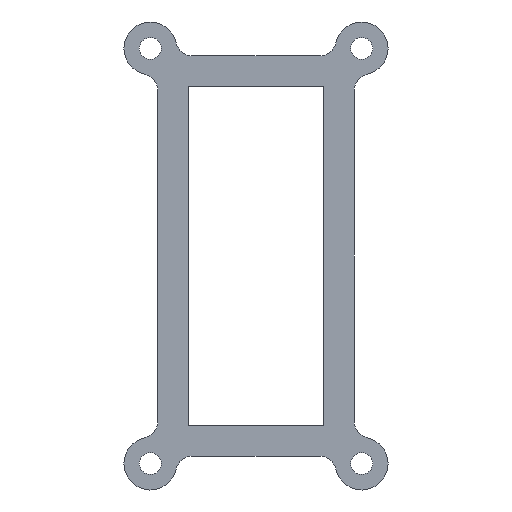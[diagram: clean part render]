
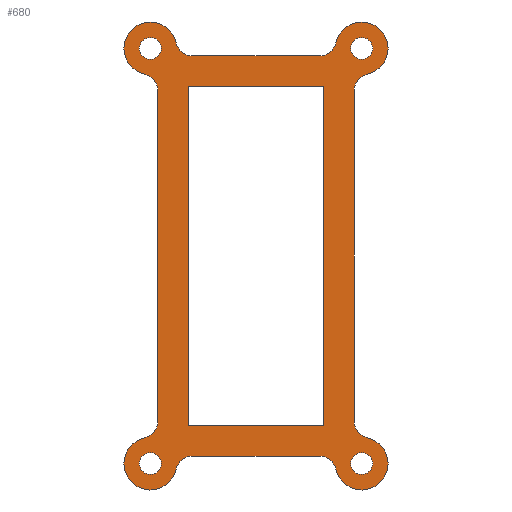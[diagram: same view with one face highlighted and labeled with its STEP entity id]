
A CAD part, front view. The second image highlights one B-rep face of the part: STEP entity #680.
In plain terms, the highlighted planar face has unit normal (0, -1, 0).
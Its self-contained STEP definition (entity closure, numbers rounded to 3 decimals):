
#20=FACE_BOUND('',#110,.T.);
#21=FACE_BOUND('',#111,.T.);
#22=FACE_BOUND('',#112,.T.);
#23=FACE_BOUND('',#113,.T.);
#24=FACE_BOUND('',#114,.T.);
#32=PLANE('',#762);
#68=FACE_OUTER_BOUND('',#109,.T.);
#109=EDGE_LOOP('',(#555,#556,#557,#558,#559,#560,#561,#562,#563,#564,#565,
#566,#567,#568,#569,#570));
#110=EDGE_LOOP('',(#571));
#111=EDGE_LOOP('',(#572));
#112=EDGE_LOOP('',(#573));
#113=EDGE_LOOP('',(#574));
#114=EDGE_LOOP('',(#575,#576,#577,#578));
#151=LINE('',#1089,#215);
#154=LINE('',#1093,#218);
#166=LINE('',#1116,#230);
#167=LINE('',#1117,#231);
#168=LINE('',#1120,#232);
#169=LINE('',#1122,#233);
#170=LINE('',#1124,#234);
#171=LINE('',#1125,#235);
#215=VECTOR('',#897,10.);
#218=VECTOR('',#902,10.);
#230=VECTOR('',#922,10.);
#231=VECTOR('',#923,10.);
#232=VECTOR('',#924,10.);
#233=VECTOR('',#925,10.);
#234=VECTOR('',#926,10.);
#235=VECTOR('',#927,10.);
#259=CIRCLE('',#710,2.25);
#261=CIRCLE('',#713,3.5);
#264=CIRCLE('',#717,2.25);
#266=CIRCLE('',#720,3.5);
#267=CIRCLE('',#722,2.25);
#269=CIRCLE('',#725,3.5);
#272=CIRCLE('',#729,2.25);
#274=CIRCLE('',#732,3.5);
#275=CIRCLE('',#734,2.25);
#278=CIRCLE('',#738,2.25);
#279=CIRCLE('',#740,2.25);
#282=CIRCLE('',#744,2.25);
#283=CIRCLE('',#746,1.45);
#285=CIRCLE('',#749,1.45);
#287=CIRCLE('',#752,1.45);
#289=CIRCLE('',#755,1.45);
#291=VERTEX_POINT('',#981);
#292=VERTEX_POINT('',#982);
#295=VERTEX_POINT('',#990);
#299=VERTEX_POINT('',#999);
#300=VERTEX_POINT('',#1001);
#302=VERTEX_POINT('',#1007);
#303=VERTEX_POINT('',#1011);
#304=VERTEX_POINT('',#1012);
#307=VERTEX_POINT('',#1020);
#311=VERTEX_POINT('',#1029);
#312=VERTEX_POINT('',#1031);
#314=VERTEX_POINT('',#1037);
#315=VERTEX_POINT('',#1041);
#318=VERTEX_POINT('',#1049);
#319=VERTEX_POINT('',#1053);
#322=VERTEX_POINT('',#1061);
#323=VERTEX_POINT('',#1065);
#325=VERTEX_POINT('',#1071);
#327=VERTEX_POINT('',#1077);
#329=VERTEX_POINT('',#1083);
#338=VERTEX_POINT('',#1118);
#339=VERTEX_POINT('',#1119);
#340=VERTEX_POINT('',#1121);
#341=VERTEX_POINT('',#1123);
#355=EDGE_CURVE('',#291,#292,#259,.T.);
#359=EDGE_CURVE('',#295,#292,#261,.T.);
#364=EDGE_CURVE('',#299,#300,#264,.T.);
#368=EDGE_CURVE('',#299,#302,#266,.T.);
#369=EDGE_CURVE('',#303,#304,#267,.T.);
#373=EDGE_CURVE('',#307,#304,#269,.T.);
#378=EDGE_CURVE('',#311,#312,#272,.T.);
#382=EDGE_CURVE('',#311,#314,#274,.T.);
#383=EDGE_CURVE('',#315,#302,#275,.T.);
#387=EDGE_CURVE('',#295,#318,#278,.T.);
#389=EDGE_CURVE('',#319,#314,#279,.T.);
#393=EDGE_CURVE('',#307,#322,#282,.T.);
#395=EDGE_CURVE('',#323,#323,#283,.T.);
#398=EDGE_CURVE('',#325,#325,#285,.T.);
#401=EDGE_CURVE('',#327,#327,#287,.T.);
#404=EDGE_CURVE('',#329,#329,#289,.T.);
#407=EDGE_CURVE('',#300,#303,#151,.T.);
#410=EDGE_CURVE('',#322,#291,#154,.T.);
#422=EDGE_CURVE('',#312,#315,#166,.T.);
#423=EDGE_CURVE('',#318,#319,#167,.T.);
#424=EDGE_CURVE('',#338,#339,#168,.T.);
#425=EDGE_CURVE('',#340,#338,#169,.T.);
#426=EDGE_CURVE('',#341,#340,#170,.T.);
#427=EDGE_CURVE('',#339,#341,#171,.T.);
#555=ORIENTED_EDGE('',*,*,#373,.T.);
#556=ORIENTED_EDGE('',*,*,#369,.F.);
#557=ORIENTED_EDGE('',*,*,#407,.F.);
#558=ORIENTED_EDGE('',*,*,#364,.F.);
#559=ORIENTED_EDGE('',*,*,#368,.T.);
#560=ORIENTED_EDGE('',*,*,#383,.F.);
#561=ORIENTED_EDGE('',*,*,#422,.F.);
#562=ORIENTED_EDGE('',*,*,#378,.F.);
#563=ORIENTED_EDGE('',*,*,#382,.T.);
#564=ORIENTED_EDGE('',*,*,#389,.F.);
#565=ORIENTED_EDGE('',*,*,#423,.F.);
#566=ORIENTED_EDGE('',*,*,#387,.F.);
#567=ORIENTED_EDGE('',*,*,#359,.T.);
#568=ORIENTED_EDGE('',*,*,#355,.F.);
#569=ORIENTED_EDGE('',*,*,#410,.F.);
#570=ORIENTED_EDGE('',*,*,#393,.F.);
#571=ORIENTED_EDGE('',*,*,#395,.T.);
#572=ORIENTED_EDGE('',*,*,#398,.T.);
#573=ORIENTED_EDGE('',*,*,#401,.T.);
#574=ORIENTED_EDGE('',*,*,#404,.T.);
#575=ORIENTED_EDGE('',*,*,#424,.F.);
#576=ORIENTED_EDGE('',*,*,#425,.F.);
#577=ORIENTED_EDGE('',*,*,#426,.F.);
#578=ORIENTED_EDGE('',*,*,#427,.F.);
#680=ADVANCED_FACE('',(#68,#20,#21,#22,#23,#24),#32,.F.);
#710=AXIS2_PLACEMENT_3D('',#983,#781,#782);
#713=AXIS2_PLACEMENT_3D('',#991,#789,#790);
#717=AXIS2_PLACEMENT_3D('',#1002,#799,#800);
#720=AXIS2_PLACEMENT_3D('',#1009,#807,#808);
#722=AXIS2_PLACEMENT_3D('',#1013,#811,#812);
#725=AXIS2_PLACEMENT_3D('',#1021,#819,#820);
#729=AXIS2_PLACEMENT_3D('',#1032,#829,#830);
#732=AXIS2_PLACEMENT_3D('',#1039,#837,#838);
#734=AXIS2_PLACEMENT_3D('',#1042,#841,#842);
#738=AXIS2_PLACEMENT_3D('',#1050,#850,#851);
#740=AXIS2_PLACEMENT_3D('',#1054,#855,#856);
#744=AXIS2_PLACEMENT_3D('',#1062,#864,#865);
#746=AXIS2_PLACEMENT_3D('',#1066,#869,#870);
#749=AXIS2_PLACEMENT_3D('',#1072,#876,#877);
#752=AXIS2_PLACEMENT_3D('',#1078,#883,#884);
#755=AXIS2_PLACEMENT_3D('',#1084,#890,#891);
#762=AXIS2_PLACEMENT_3D('',#1115,#920,#921);
#781=DIRECTION('center_axis',(0.,-1.,0.));
#782=DIRECTION('ref_axis',(-0.78,0.,-0.626));
#789=DIRECTION('center_axis',(0.,-1.,0.));
#790=DIRECTION('ref_axis',(1.,0.,0.));
#799=DIRECTION('center_axis',(0.,-1.,0.));
#800=DIRECTION('ref_axis',(-0.626,0.,-0.78));
#807=DIRECTION('center_axis',(0.,-1.,0.));
#808=DIRECTION('ref_axis',(1.,0.,0.));
#811=DIRECTION('center_axis',(0.,-1.,0.));
#812=DIRECTION('ref_axis',(0.626,0.,-0.78));
#819=DIRECTION('center_axis',(0.,-1.,0.));
#820=DIRECTION('ref_axis',(1.,0.,0.));
#829=DIRECTION('center_axis',(0.,-1.,0.));
#830=DIRECTION('ref_axis',(0.78,0.,-0.626));
#837=DIRECTION('center_axis',(0.,-1.,0.));
#838=DIRECTION('ref_axis',(1.,0.,0.));
#841=DIRECTION('center_axis',(0.,-1.,0.));
#842=DIRECTION('ref_axis',(0.78,0.,0.626));
#850=DIRECTION('center_axis',(0.,-1.,0.));
#851=DIRECTION('ref_axis',(0.626,0.,0.78));
#855=DIRECTION('center_axis',(0.,-1.,0.));
#856=DIRECTION('ref_axis',(-0.626,0.,0.78));
#864=DIRECTION('center_axis',(0.,-1.,0.));
#865=DIRECTION('ref_axis',(-0.78,0.,0.626));
#869=DIRECTION('center_axis',(0.,1.,0.));
#870=DIRECTION('ref_axis',(0.,0.,-1.));
#876=DIRECTION('center_axis',(0.,1.,0.));
#877=DIRECTION('ref_axis',(0.,0.,-1.));
#883=DIRECTION('center_axis',(0.,1.,0.));
#884=DIRECTION('ref_axis',(0.,0.,-1.));
#890=DIRECTION('center_axis',(0.,1.,0.));
#891=DIRECTION('ref_axis',(0.,0.,-1.));
#897=DIRECTION('',(1.,0.,0.));
#902=DIRECTION('',(0.,0.,-1.));
#920=DIRECTION('center_axis',(0.,1.,0.));
#921=DIRECTION('ref_axis',(1.,0.,0.));
#922=DIRECTION('',(0.,0.,1.));
#923=DIRECTION('',(-1.,0.,0.));
#924=DIRECTION('',(0.,0.,-1.));
#925=DIRECTION('',(-1.,0.,0.));
#926=DIRECTION('',(0.,0.,1.));
#927=DIRECTION('',(1.,0.,0.));
#981=CARTESIAN_POINT('',(13.,0.,-21.888));
#982=CARTESIAN_POINT('',(14.761,0.,-24.084));
#983=CARTESIAN_POINT('Origin',(15.25,0.,-21.888));
#990=CARTESIAN_POINT('',(10.584,0.,-28.261));
#991=CARTESIAN_POINT('Origin',(14.,0.,-27.5));
#999=CARTESIAN_POINT('',(-10.584,0.,28.261));
#1001=CARTESIAN_POINT('',(-8.388,0.,26.5));
#1002=CARTESIAN_POINT('Origin',(-8.388,0.,28.75));
#1007=CARTESIAN_POINT('',(-14.761,0.,24.084));
#1009=CARTESIAN_POINT('Origin',(-14.,0.,27.5));
#1011=CARTESIAN_POINT('',(8.388,0.,26.5));
#1012=CARTESIAN_POINT('',(10.584,0.,28.261));
#1013=CARTESIAN_POINT('Origin',(8.388,0.,28.75));
#1020=CARTESIAN_POINT('',(14.761,0.,24.084));
#1021=CARTESIAN_POINT('Origin',(14.,0.,27.5));
#1029=CARTESIAN_POINT('',(-14.761,0.,-24.084));
#1031=CARTESIAN_POINT('',(-13.,0.,-21.888));
#1032=CARTESIAN_POINT('Origin',(-15.25,0.,-21.888));
#1037=CARTESIAN_POINT('',(-10.584,0.,-28.261));
#1039=CARTESIAN_POINT('Origin',(-14.,0.,-27.5));
#1041=CARTESIAN_POINT('',(-13.,0.,21.888));
#1042=CARTESIAN_POINT('Origin',(-15.25,0.,21.888));
#1049=CARTESIAN_POINT('',(8.388,0.,-26.5));
#1050=CARTESIAN_POINT('Origin',(8.388,0.,-28.75));
#1053=CARTESIAN_POINT('',(-8.388,0.,-26.5));
#1054=CARTESIAN_POINT('Origin',(-8.388,0.,-28.75));
#1061=CARTESIAN_POINT('',(13.,0.,21.888));
#1062=CARTESIAN_POINT('Origin',(15.25,0.,21.888));
#1065=CARTESIAN_POINT('',(14.,0.,-26.05));
#1066=CARTESIAN_POINT('Origin',(14.,0.,-27.5));
#1071=CARTESIAN_POINT('',(-14.,0.,28.95));
#1072=CARTESIAN_POINT('Origin',(-14.,0.,27.5));
#1077=CARTESIAN_POINT('',(14.,0.,28.95));
#1078=CARTESIAN_POINT('Origin',(14.,0.,27.5));
#1083=CARTESIAN_POINT('',(-14.,0.,-26.05));
#1084=CARTESIAN_POINT('Origin',(-14.,0.,-27.5));
#1089=CARTESIAN_POINT('',(-13.,0.,26.5));
#1093=CARTESIAN_POINT('',(13.,0.,26.5));
#1115=CARTESIAN_POINT('Origin',(0.,0.,0.));
#1116=CARTESIAN_POINT('',(-13.,0.,-26.5));
#1117=CARTESIAN_POINT('',(13.,0.,-26.5));
#1118=CARTESIAN_POINT('',(-9.,0.,22.5));
#1119=CARTESIAN_POINT('',(-9.,0.,-22.5));
#1120=CARTESIAN_POINT('',(-9.,0.,-22.5));
#1121=CARTESIAN_POINT('',(9.,0.,22.5));
#1122=CARTESIAN_POINT('',(-9.,0.,22.5));
#1123=CARTESIAN_POINT('',(9.,0.,-22.5));
#1124=CARTESIAN_POINT('',(9.,0.,22.5));
#1125=CARTESIAN_POINT('',(9.,0.,-22.5));
